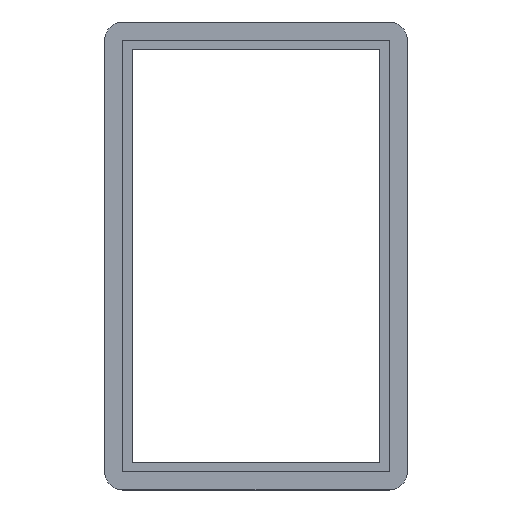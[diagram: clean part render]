
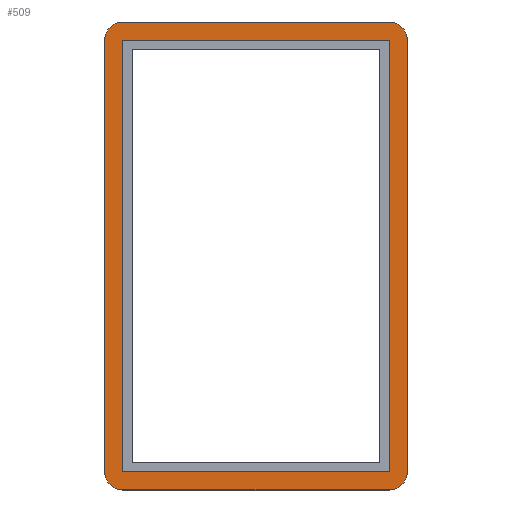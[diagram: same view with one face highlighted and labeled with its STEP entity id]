
A CAD part, top view. The second image highlights one B-rep face of the part: STEP entity #509.
In plain terms, the highlighted planar face has unit normal (0, 0, 1).
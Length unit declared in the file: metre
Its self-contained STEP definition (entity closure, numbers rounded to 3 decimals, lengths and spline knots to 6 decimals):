
#12=CIRCLE('',#542,0.004);
#14=CIRCLE('',#546,0.004);
#16=CIRCLE('',#550,0.004);
#18=CIRCLE('',#554,0.004);
#100=ORIENTED_EDGE('',*,*,#192,.T.);
#101=ORIENTED_EDGE('',*,*,#214,.F.);
#102=ORIENTED_EDGE('',*,*,#211,.T.);
#103=ORIENTED_EDGE('',*,*,#208,.T.);
#104=ORIENTED_EDGE('',*,*,#205,.T.);
#105=ORIENTED_EDGE('',*,*,#202,.T.);
#106=ORIENTED_EDGE('',*,*,#199,.T.);
#107=ORIENTED_EDGE('',*,*,#196,.F.);
#108=ORIENTED_EDGE('',*,*,#183,.T.);
#109=ORIENTED_EDGE('',*,*,#191,.T.);
#110=ORIENTED_EDGE('',*,*,#188,.F.);
#111=ORIENTED_EDGE('',*,*,#185,.F.);
#183=EDGE_CURVE('',#253,#255,#303,.T.);
#185=EDGE_CURVE('',#253,#257,#305,.T.);
#188=EDGE_CURVE('',#257,#259,#308,.T.);
#191=EDGE_CURVE('',#255,#259,#311,.T.);
#192=EDGE_CURVE('',#260,#261,#12,.T.);
#196=EDGE_CURVE('',#260,#264,#314,.T.);
#199=EDGE_CURVE('',#266,#264,#14,.T.);
#202=EDGE_CURVE('',#268,#266,#318,.T.);
#205=EDGE_CURVE('',#270,#268,#16,.T.);
#208=EDGE_CURVE('',#272,#270,#322,.T.);
#211=EDGE_CURVE('',#274,#272,#18,.T.);
#214=EDGE_CURVE('',#274,#261,#326,.T.);
#253=VERTEX_POINT('',#731);
#255=VERTEX_POINT('',#735);
#257=VERTEX_POINT('',#741);
#259=VERTEX_POINT('',#747);
#260=VERTEX_POINT('',#754);
#261=VERTEX_POINT('',#755);
#264=VERTEX_POINT('',#763);
#266=VERTEX_POINT('',#769);
#268=VERTEX_POINT('',#775);
#270=VERTEX_POINT('',#781);
#272=VERTEX_POINT('',#787);
#274=VERTEX_POINT('',#793);
#303=LINE('',#736,#359);
#305=LINE('',#740,#361);
#308=LINE('',#746,#364);
#311=LINE('',#751,#367);
#314=LINE('',#762,#370);
#318=LINE('',#774,#374);
#322=LINE('',#786,#378);
#326=LINE('',#798,#382);
#359=VECTOR('',#588,1.);
#361=VECTOR('',#592,1.);
#364=VECTOR('',#597,1.);
#367=VECTOR('',#602,1.);
#370=VECTOR('',#613,1.);
#374=VECTOR('',#625,1.);
#378=VECTOR('',#637,1.);
#382=VECTOR('',#649,1.);
#426=EDGE_LOOP('',(#100,#101,#102,#103,#104,#105,#106,#107));
#427=EDGE_LOOP('',(#108,#109,#110,#111));
#458=FACE_BOUND('',#426,.T.);
#459=FACE_BOUND('',#427,.T.);
#485=PLANE('',#562);
#509=ADVANCED_FACE('',(#458,#459),#485,.F.);
#542=AXIS2_PLACEMENT_3D('',#753,#605,#606);
#546=AXIS2_PLACEMENT_3D('',#768,#618,#619);
#550=AXIS2_PLACEMENT_3D('',#780,#630,#631);
#554=AXIS2_PLACEMENT_3D('',#792,#642,#643);
#562=AXIS2_PLACEMENT_3D('',#817,#665,#666);
#588=DIRECTION('',(1.,0.,0.));
#592=DIRECTION('',(0.,-1.,0.));
#597=DIRECTION('',(1.,0.,0.));
#602=DIRECTION('',(0.,-1.,0.));
#605=DIRECTION('',(0.,0.,1.));
#606=DIRECTION('',(1.,0.,0.));
#613=DIRECTION('',(0.,-1.,0.));
#618=DIRECTION('',(0.,0.,1.));
#619=DIRECTION('',(1.,0.,0.));
#625=DIRECTION('',(1.,0.,0.));
#630=DIRECTION('',(0.,0.,1.));
#631=DIRECTION('',(1.,0.,0.));
#637=DIRECTION('',(0.,-1.,0.));
#642=DIRECTION('',(0.,0.,1.));
#643=DIRECTION('',(1.,0.,0.));
#649=DIRECTION('',(1.,0.,0.));
#665=DIRECTION('',(0.,0.,-1.));
#666=DIRECTION('',(1.,0.,0.));
#731=CARTESIAN_POINT('',(-0.029,0.047,0.04));
#735=CARTESIAN_POINT('',(0.029,0.047,0.04));
#736=CARTESIAN_POINT('',(0.,0.047,0.04));
#740=CARTESIAN_POINT('',(-0.029,0.,0.04));
#741=CARTESIAN_POINT('',(-0.029,-0.047,0.04));
#746=CARTESIAN_POINT('',(0.,-0.047,0.04));
#747=CARTESIAN_POINT('',(0.029,-0.047,0.04));
#751=CARTESIAN_POINT('',(0.029,0.,0.04));
#753=CARTESIAN_POINT('',(0.029,0.047,0.04));
#754=CARTESIAN_POINT('',(0.033,0.047,0.04));
#755=CARTESIAN_POINT('',(0.029,0.051,0.04));
#762=CARTESIAN_POINT('',(0.033,0.,0.04));
#763=CARTESIAN_POINT('',(0.033,-0.047,0.04));
#768=CARTESIAN_POINT('',(0.029,-0.047,0.04));
#769=CARTESIAN_POINT('',(0.029,-0.051,0.04));
#774=CARTESIAN_POINT('',(0.,-0.051,0.04));
#775=CARTESIAN_POINT('',(-0.029,-0.051,0.04));
#780=CARTESIAN_POINT('',(-0.029,-0.047,0.04));
#781=CARTESIAN_POINT('',(-0.033,-0.047,0.04));
#786=CARTESIAN_POINT('',(-0.033,0.,0.04));
#787=CARTESIAN_POINT('',(-0.033,0.047,0.04));
#792=CARTESIAN_POINT('',(-0.029,0.047,0.04));
#793=CARTESIAN_POINT('',(-0.029,0.051,0.04));
#798=CARTESIAN_POINT('',(0.,0.051,0.04));
#817=CARTESIAN_POINT('',(0.,0.,0.04));
